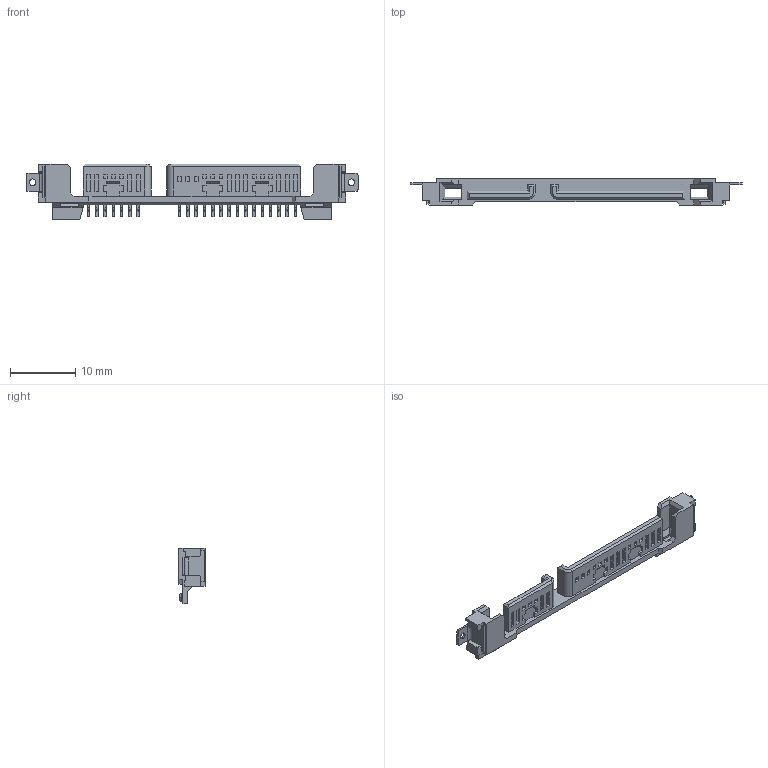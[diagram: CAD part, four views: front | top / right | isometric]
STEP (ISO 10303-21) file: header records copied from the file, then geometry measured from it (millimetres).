
FILE_DESCRIPTION((''),'2;1');
FILE_NAME('877030001','2011-12-07T',('gga'),(''),'PRO/ENGINEER BY PARAMETRIC TECHNOLOGY CORPORATION, 2003451','PRO/ENGINEER BY PARAMETRIC TECHNOLOGY CORPORATION, 2003451','');
FILE_SCHEMA(('CONFIG_CONTROL_DESIGN'));
Length unit declared in the file: millimetre
Products named in the file (1): 877030001
Bounding box: 50.93 x 4 x 8.5 mm (x, y, z)
Volume: 452 mm3; surface area: 1235.5 mm2
Topology: 1 solids, 1 shells, 590 faces, 1694 edges, 1152 vertices
Faces by surface type: plane 468, cylinder 116, cone 2, torus 2, bspline 2
Entity records: 19068 total; most frequent: CARTESIAN_POINT 3400, ORIENTED_EDGE 3188, DIRECTION 3118, EDGE_CURVE 1594, VECTOR 1440, LINE 1440, VERTEX_POINT 1052, AXIS2_PLACEMENT_3D 839
